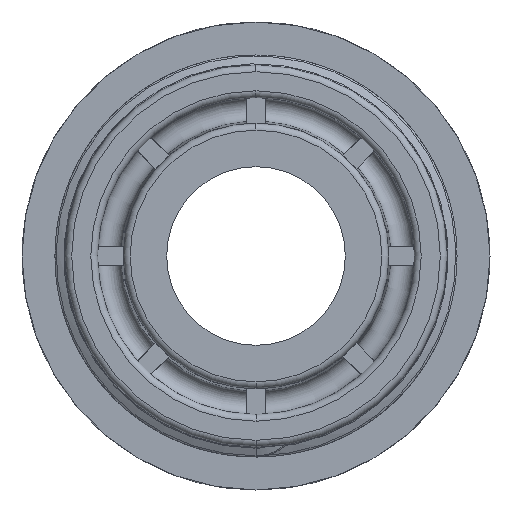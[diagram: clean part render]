
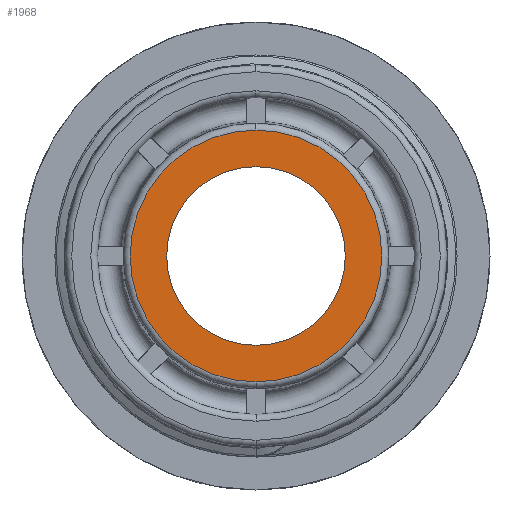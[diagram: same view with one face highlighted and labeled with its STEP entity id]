
A CAD part, left-side view. The second image highlights one B-rep face of the part: STEP entity #1968.
In plain terms, the highlighted planar face has unit normal (-1, 0, 0).
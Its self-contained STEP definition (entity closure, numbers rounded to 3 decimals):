
#465 = VERTEX_POINT ( 'NONE', #7468 ) ;
#468 = VERTEX_POINT ( 'NONE', #7471 ) ;
#1584 = ORIENTED_EDGE ( 'NONE', *, *, #2235, .T. ) ;
#1585 = ORIENTED_EDGE ( 'NONE', *, *, #11896, .T. ) ;
#1586 = ORIENTED_EDGE ( 'NONE', *, *, #2234, .F. ) ;
#1587 = ORIENTED_EDGE ( 'NONE', *, *, #11866, .F. ) ;
#1968 = ADVANCED_FACE ( 'NONE', ( #10876, #10872 ), #10877, .F. ) ;
#2234 = EDGE_CURVE ( 'NONE', #468, #465, #5947, .T. ) ;
#2235 = EDGE_CURVE ( 'NONE', #10170, #10164, #5944, .T. ) ;
#5218 = CARTESIAN_POINT ( 'NONE',  ( 19.6, 0., 0. ) ) ;
#5219 = DIRECTION ( 'NONE',  ( -1., 0., 0. ) ) ;
#5220 = DIRECTION ( 'NONE',  ( 0., 0., 1. ) ) ;
#5221 = CARTESIAN_POINT ( 'NONE',  ( 19.6, 0., 0. ) ) ;
#5222 = DIRECTION ( 'NONE',  ( -1., 0., 0. ) ) ;
#5223 = DIRECTION ( 'NONE',  ( 0., 0., -1. ) ) ;
#5607 = AXIS2_PLACEMENT_3D ( 'NONE', #10867, #10879, #10880 ) ;
#5944 = CIRCLE ( 'NONE', #5951, 18.67 ) ;
#5947 = CIRCLE ( 'NONE', #5949, 13.25 ) ;
#5949 = AXIS2_PLACEMENT_3D ( 'NONE', #5218, #5219, #5220 ) ;
#5951 = AXIS2_PLACEMENT_3D ( 'NONE', #5221, #5222, #5223 ) ;
#6047 = CIRCLE ( 'NONE', #6049, 13.25 ) ;
#6049 = AXIS2_PLACEMENT_3D ( 'NONE', #9153, #9154, #9155 ) ;
#7468 = CARTESIAN_POINT ( 'NONE',  ( 19.6, 0., -13.25 ) ) ;
#7471 = CARTESIAN_POINT ( 'NONE',  ( 19.6, 0., 13.25 ) ) ;
#8338 = CARTESIAN_POINT ( 'NONE',  ( 19.6, 0., 18.67 ) ) ;
#8344 = CARTESIAN_POINT ( 'NONE',  ( 19.6, 0., -18.67 ) ) ;
#9153 = CARTESIAN_POINT ( 'NONE',  ( 19.6, 0., 0. ) ) ;
#9154 = DIRECTION ( 'NONE',  ( -1., 0., 0. ) ) ;
#9155 = DIRECTION ( 'NONE',  ( 0., 0., 1. ) ) ;
#9241 = CARTESIAN_POINT ( 'NONE',  ( 19.6, 0., 0. ) ) ;
#9242 = DIRECTION ( 'NONE',  ( -1., 0., 0. ) ) ;
#9243 = DIRECTION ( 'NONE',  ( 0., 0., -1. ) ) ;
#9699 = CIRCLE ( 'NONE', #9702, 18.67 ) ;
#9702 = AXIS2_PLACEMENT_3D ( 'NONE', #9241, #9242, #9243 ) ;
#10164 = VERTEX_POINT ( 'NONE', #8338 ) ;
#10170 = VERTEX_POINT ( 'NONE', #8344 ) ;
#10304 = EDGE_LOOP ( 'NONE', ( #1586, #1587 ) ) ;
#10305 = EDGE_LOOP ( 'NONE', ( #1584, #1585 ) ) ;
#10867 = CARTESIAN_POINT ( 'NONE',  ( 19.6, 0., -13.25 ) ) ;
#10872 = FACE_BOUND ( 'NONE', #10304, .T. ) ;
#10876 = FACE_OUTER_BOUND ( 'NONE', #10305, .T. ) ;
#10877 = PLANE ( 'NONE',  #5607 ) ;
#10879 = DIRECTION ( 'NONE',  ( 1., 0., 0. ) ) ;
#10880 = DIRECTION ( 'NONE',  ( 0., 0., -1. ) ) ;
#11866 = EDGE_CURVE ( 'NONE', #465, #468, #6047, .T. ) ;
#11896 = EDGE_CURVE ( 'NONE', #10164, #10170, #9699, .T. ) ;
